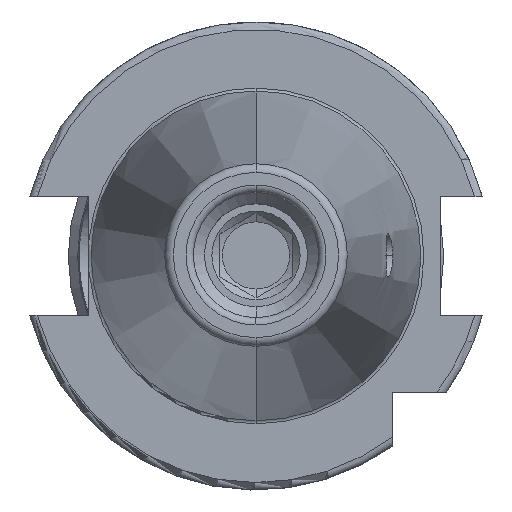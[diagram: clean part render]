
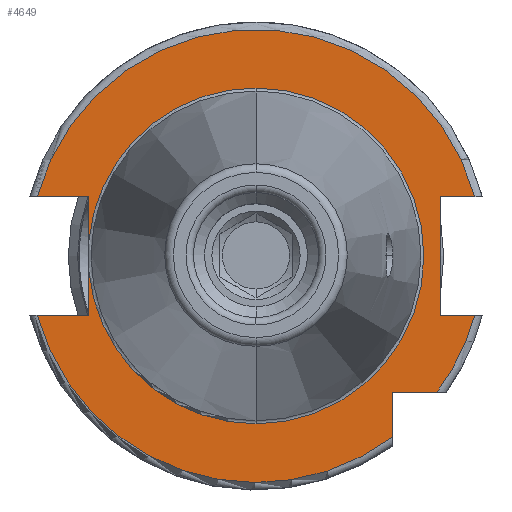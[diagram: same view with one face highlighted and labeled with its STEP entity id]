
A CAD part, top view. The second image highlights one B-rep face of the part: STEP entity #4649.
In plain terms, the highlighted planar face has unit normal (0, 0, 1).
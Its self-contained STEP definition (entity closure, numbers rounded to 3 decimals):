
#1240=CARTESIAN_POINT('',(0,0,15.9));
#1241=DIRECTION('',(0,0,-1));
#1242=DIRECTION('',(0,1,0));
#1243=AXIS2_PLACEMENT_3D('',#1240,#1241,#1242);
#1255=CARTESIAN_POINT('',(0,0,15.9));
#1256=DIRECTION('',(0,0,1));
#1257=DIRECTION('',(0,1,0));
#1258=AXIS2_PLACEMENT_3D('',#1255,#1256,#1257);
#1270=CARTESIAN_POINT('',(0,0,15.9));
#1271=DIRECTION('',(0,0,1));
#1272=DIRECTION('',(-0.996,-0.094,0));
#1273=AXIS2_PLACEMENT_3D('',#1270,#1271,#1272);
#1275=DIRECTION('',(1,0,0));
#1276=VECTOR('',#1275,7.004);
#1277=CARTESIAN_POINT('',(-29.704,-8.05,15.9));
#1278=LINE('',#1277,#1276);
#1279=DIRECTION('',(0,1,0));
#1280=VECTOR('',#1279,5.917);
#1281=CARTESIAN_POINT('',(-22.7,-8.05,15.9));
#1282=LINE('',#1281,#1280);
#1283=DIRECTION('',(0,1,0));
#1284=VECTOR('',#1283,5.917);
#1285=CARTESIAN_POINT('',(-22.7,2.133,15.9));
#1286=LINE('',#1285,#1284);
#1287=DIRECTION('',(1,0,0));
#1288=VECTOR('',#1287,7.004);
#1289=CARTESIAN_POINT('',(-29.704,8.05,15.9));
#1290=LINE('',#1289,#1288);
#1291=DIRECTION('',(-1,0,0));
#1292=VECTOR('',#1291,4.704);
#1293=CARTESIAN_POINT('',(29.704,8.05,15.9));
#1294=LINE('',#1293,#1292);
#1295=DIRECTION('',(0,-1,0));
#1296=VECTOR('',#1295,16.1);
#1297=CARTESIAN_POINT('',(25,8.05,15.9));
#1298=LINE('',#1297,#1296);
#1299=DIRECTION('',(-1,0,0));
#1300=VECTOR('',#1299,4.704);
#1301=CARTESIAN_POINT('',(29.704,-8.05,15.9));
#1302=LINE('',#1301,#1300);
#1303=CARTESIAN_POINT('',(0,0,15.9));
#1304=DIRECTION('',(0,0,1));
#1305=DIRECTION('',(0.799,-0.601,0));
#1306=AXIS2_PLACEMENT_3D('',#1303,#1304,#1305);
#1308=DIRECTION('',(-1,0,0));
#1309=VECTOR('',#1308,6.094);
#1310=CARTESIAN_POINT('',(24.594,-18.5,15.9));
#1311=LINE('',#1310,#1309);
#1312=DIRECTION('',(0,1,0));
#1313=VECTOR('',#1312,6.094);
#1314=CARTESIAN_POINT('',(18.5,-24.594,15.9));
#1315=LINE('',#1314,#1313);
#1343=CARTESIAN_POINT('',(0,0,15.9));
#1344=DIRECTION('',(0,0,1));
#1345=DIRECTION('',(0.965,0.262,0));
#1346=AXIS2_PLACEMENT_3D('',#1343,#1344,#1345);
#1394=CARTESIAN_POINT('',(0,0,15.9));
#1395=DIRECTION('',(0,0,1));
#1396=DIRECTION('',(-0.965,-0.262,0));
#1397=AXIS2_PLACEMENT_3D('',#1394,#1395,#1396);
#2484=CARTESIAN_POINT('',(0,22.8,15.9));
#2486=VERTEX_POINT('',#2484);
#2506=CARTESIAN_POINT('',(0,-22.8,15.9));
#2508=VERTEX_POINT('',#2506);
#2646=CARTESIAN_POINT('',(-29.704,-8.05,15.9));
#2647=CARTESIAN_POINT('',(-22.7,-8.05,15.9));
#2648=VERTEX_POINT('',#2646);
#2649=VERTEX_POINT('',#2647);
#2650=CARTESIAN_POINT('',(-22.7,-2.133,15.9));
#2651=VERTEX_POINT('',#2650);
#2652=CARTESIAN_POINT('',(-22.7,2.133,15.9));
#2653=CARTESIAN_POINT('',(-22.7,8.05,15.9));
#2654=VERTEX_POINT('',#2652);
#2655=VERTEX_POINT('',#2653);
#2656=CARTESIAN_POINT('',(-29.704,8.05,15.9));
#2657=VERTEX_POINT('',#2656);
#2658=CARTESIAN_POINT('',(25,8.05,15.9));
#2659=CARTESIAN_POINT('',(25,-8.05,15.9));
#2660=VERTEX_POINT('',#2658);
#2661=VERTEX_POINT('',#2659);
#2662=CARTESIAN_POINT('',(29.704,-8.05,15.9));
#2663=VERTEX_POINT('',#2662);
#2664=CARTESIAN_POINT('',(29.704,8.05,15.9));
#2665=VERTEX_POINT('',#2664);
#2666=CARTESIAN_POINT('',(18.5,-24.594,15.9));
#2667=CARTESIAN_POINT('',(18.5,-18.5,15.9));
#2668=VERTEX_POINT('',#2666);
#2669=VERTEX_POINT('',#2667);
#2670=CARTESIAN_POINT('',(24.594,-18.5,15.9));
#2671=VERTEX_POINT('',#2670);
#4618=CARTESIAN_POINT('',(0,0,15.9));
#4619=DIRECTION('',(0,0,-1));
#4620=DIRECTION('',(0,-1,0));
#4621=AXIS2_PLACEMENT_3D('',#4618,#4619,#4620);
#4622=PLANE('',#4621);
#4624=ORIENTED_EDGE('',*,*,#4623,.T.);
#4625=ORIENTED_EDGE('',*,*,#3098,.T.);
#4626=ORIENTED_EDGE('',*,*,#4613,.T.);
#4627=ORIENTED_EDGE('',*,*,#4594,.F.);
#4628=ORIENTED_EDGE('',*,*,#4608,.T.);
#4629=ORIENTED_EDGE('',*,*,#3094,.T.);
#4630=ORIENTED_EDGE('',*,*,#3080,.F.);
#4632=ORIENTED_EDGE('',*,*,#4631,.F.);
#4634=ORIENTED_EDGE('',*,*,#4633,.T.);
#4636=ORIENTED_EDGE('',*,*,#4635,.T.);
#4638=ORIENTED_EDGE('',*,*,#4637,.F.);
#4640=ORIENTED_EDGE('',*,*,#4639,.F.);
#4642=ORIENTED_EDGE('',*,*,#4641,.T.);
#4644=ORIENTED_EDGE('',*,*,#4643,.F.);
#4646=ORIENTED_EDGE('',*,*,#4645,.F.);
#4647=EDGE_LOOP('',(#4624,#4625,#4626,#4627,#4628,#4629,#4630,#4632,#4634,#4636,
#4638,#4640,#4642,#4644,#4646));
#4648=FACE_OUTER_BOUND('',#4647,.F.);
#4649=ADVANCED_FACE('',(#4648),#4622,.F.);
#1244=CIRCLE('',#1243,22.8);
#1259=CIRCLE('',#1258,22.8);
#1274=CIRCLE('',#1273,22.8);
#1307=CIRCLE('',#1306,30.775);
#1347=CIRCLE('',#1346,30.775);
#1398=CIRCLE('',#1397,30.775);
#3080=EDGE_CURVE('',#2657,#2655,#1290,.T.);
#3094=EDGE_CURVE('',#2654,#2655,#1286,.T.);
#3098=EDGE_CURVE('',#2649,#2651,#1282,.T.);
#4594=EDGE_CURVE('',#2486,#2508,#1244,.T.);
#4608=EDGE_CURVE('',#2486,#2654,#1259,.T.);
#4613=EDGE_CURVE('',#2651,#2508,#1274,.T.);
#4623=EDGE_CURVE('',#2648,#2649,#1278,.T.);
#4631=EDGE_CURVE('',#2665,#2657,#1347,.T.);
#4633=EDGE_CURVE('',#2665,#2660,#1294,.T.);
#4635=EDGE_CURVE('',#2660,#2661,#1298,.T.);
#4637=EDGE_CURVE('',#2663,#2661,#1302,.T.);
#4639=EDGE_CURVE('',#2671,#2663,#1307,.T.);
#4641=EDGE_CURVE('',#2671,#2669,#1311,.T.);
#4643=EDGE_CURVE('',#2668,#2669,#1315,.T.);
#4645=EDGE_CURVE('',#2648,#2668,#1398,.T.);
